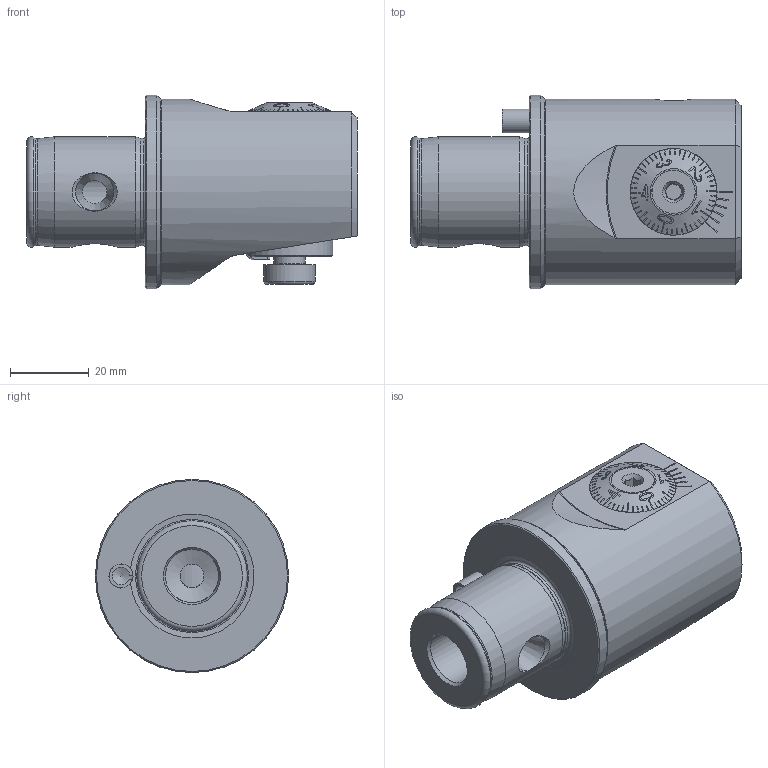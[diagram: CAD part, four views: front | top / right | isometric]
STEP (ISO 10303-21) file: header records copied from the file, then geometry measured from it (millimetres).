
FILE_DESCRIPTION(/* description */ ('STEP AP203'),/* implementation_level */ '2;1');
FILE_NAME(/* name */ 'ASS''Y-FBH51-67-dxf 및 stp 파일\S28-FBH51-67.stp',/* time_stamp */ '2022-07-04T15:21:45+09:00',/* author */ ('KKK'),/* organization */ (''),/* preprocessor_version */ 'ST-DEVELOPER v18.1',/* originating_system */ 'Autodesk Inventor 2022',/* authorisation */ '');
FILE_SCHEMA (('AUTOMOTIVE_DESIGN { 1 0 10303 214 3 1 1 }'));
Length unit declared in the file: millimetre
Products named in the file (16): YG5-F42.AA4.057; YG5-F42.AA3.057_A; F42-BG1.AA4.022; F42-BG1.DA3.022_A; A42-BG2.011.014_C; A42-BG2.012.005_A; A42-BG2.013.005_B; F42-BG2.014.014_A; A42-BG1.012.006_B; DIN 3771 - 19x1.5; WCA-ER2.001.007_A; Klebstoff D8; A42-BG3.011.030_D; DIN 7984 - M8 x 12; ISO 4026 - M8 x 8_fr.step; ISO 8752 6x14
Assembly tree (15 placements, depth 3):
  YG5-F42.AA4.057
    YG5-F42.AA3.057_A
    F42-BG1.AA4.022
      F42-BG1.DA3.022_A
      A42-BG2.011.014_C
      A42-BG2.012.005_A
      A42-BG2.013.005_B
      F42-BG2.014.014_A
      A42-BG1.012.006_B
      DIN 3771 - 19x1.5
    WCA-ER2.001.007_A
    Klebstoff D8
    A42-BG3.011.030_D
    DIN 7984 - M8 x 12
    ISO 4026 - M8 x 8_fr.step
    ISO 8752 6x14
Bounding box: 83.75 x 49 x 49 mm (x, y, z)
Volume: 93777.2 mm3; surface area: 29299.6 mm2
Topology: 14 solids, 14 shells, 559 faces, 1506 edges, 986 vertices
Faces by surface type: plane 304, cone 113, cylinder 80, bspline 35, torus 26, sphere 1
Full cylindrical faces by diameter (mm): 2.1 x3, 2.5 x1, 3 x2, 3.2 x1, 3.3 x2, 3.9 x1, 4 x1, 4.15 x1, 4.2 x2, 6 x3, 6.1 x1, 6.8 x2, 7.95 x1, 8 x4, 8.5 x2, 8.6 x1, 9 x1, 9.4 x1, 9.8 x1, 10.4 x1, 10.95 x1, 11 x4, 13 x2, 13.3 x1, 13.5 x1, 18 x2, 18.45 x1, 21.9 x1, 21.98 x1, 22 x3
Entity records: 21084 total; most frequent: CARTESIAN_POINT 6655, ORIENTED_EDGE 2998, DIRECTION 2859, EDGE_CURVE 1499, AXIS2_PLACEMENT_3D 1054, VERTEX_POINT 986, LINE 751, VECTOR 751
